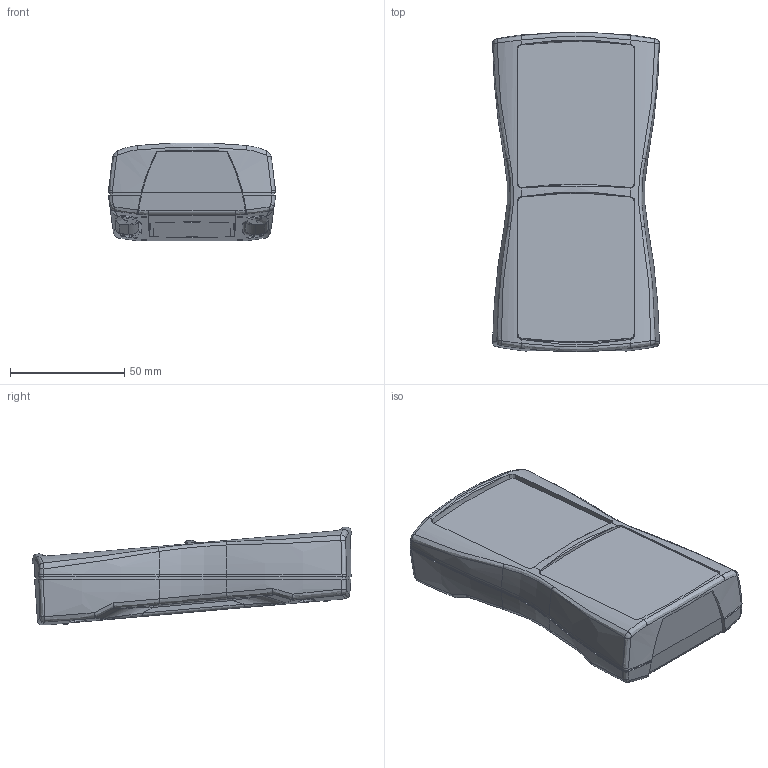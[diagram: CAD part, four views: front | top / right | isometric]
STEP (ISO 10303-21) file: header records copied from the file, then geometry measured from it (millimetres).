
FILE_DESCRIPTION((''),'2;1');
FILE_NAME('82501235_BS 501 DIS-7035.stp','2011-05-27T09:34:46',('haertel'),(''),'Autodesk Inventor 2011','Autodesk Inventor 2011','');
FILE_SCHEMA(('AUTOMOTIVE_DESIGN { 1 0 10303 214 1 1 1 1 }'));
Length unit declared in the file: millimetre
Products named in the file (10): BS-500-DIS.iam (Detailgenauigkeit1); 1010144_3D; 1010146_3D; 1009436_3D; SHR Z KA30X10 WN 1412 MG_3DSYM; 59002540_Hitsert_M3,5x6; SHR Z M3X6 DINENISO 7045 OG_3DSYM ~PART1; 1010151_3D; BE-Kontakt-1xAAA-204_3Dsym; BE-Kontakt-2xAAA-202_3Dsym
Assembly tree (16 placements, depth 2):
  BS-500-DIS.iam (Detailgenauigkeit1)
    1010144_3D
    1010146_3D
    1009436_3D
    SHR Z KA30X10 WN 1412 MG_3DSYM  x4
    59002540_Hitsert_M3,5x6  x2
    SHR Z M3X6 DINENISO 7045 OG_3DSYM ~PART1  x2
    1010151_3D
    BE-Kontakt-1xAAA-204_3Dsym  x2
    BE-Kontakt-2xAAA-202_3Dsym  x2
Bounding box: 72.93 x 139.7 x 42.79 mm (x, y, z)
Volume: 91492.8 mm3; surface area: 85833 mm2
Topology: 16 solids, 16 shells, 2554 faces, 6566 edges, 4047 vertices
Faces by surface type: plane 833, cylinder 717, bspline 592, cone 182, torus 122, sphere 108
Full cylindrical faces by diameter (mm): 2 x24, 2.85 x2, 3 x2, 4.4 x2, 4.7 x2, 4.8 x2, 5.3 x4, 5.5 x2, 5.6 x2
Entity records: 85582 total; most frequent: CARTESIAN_POINT 33853, ORIENTED_EDGE 11002, DIRECTION 9762, EDGE_CURVE 5501, AXIS2_PLACEMENT_3D 3821, VERTEX_POINT 3463, EDGE_LOOP 2488, FACE_OUTER_BOUND 2255
